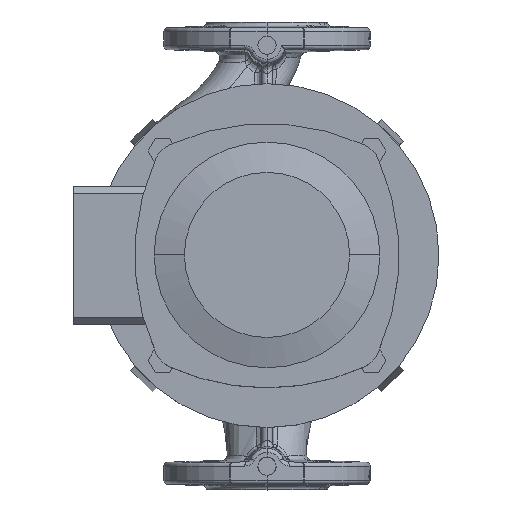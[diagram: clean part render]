
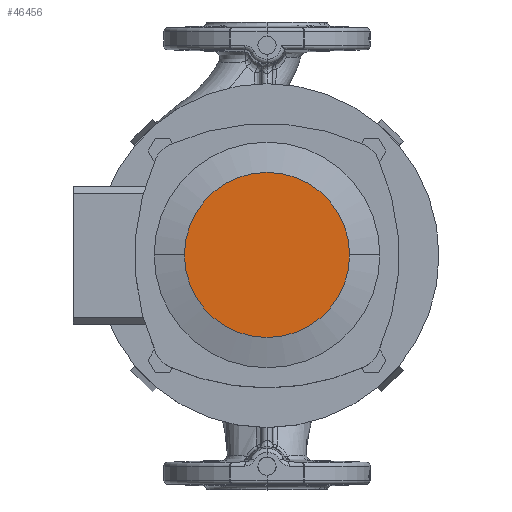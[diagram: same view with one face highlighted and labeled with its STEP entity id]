
A CAD part, top view. The second image highlights one B-rep face of the part: STEP entity #46456.
In plain terms, the highlighted planar face has unit normal (0, 0, 1).
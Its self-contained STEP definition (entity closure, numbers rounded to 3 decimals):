
#8655 = AXIS2_PLACEMENT_3D ( 'NONE', #47837, #10582, #10584 ) ;
#10582 = DIRECTION ( 'NONE',  ( 0., 0., -1. ) ) ;
#10584 = DIRECTION ( 'NONE',  ( -1., 0., 0. ) ) ;
#13761 = DIRECTION ( 'NONE',  ( 1., 0., 0. ) ) ;
#13762 = DIRECTION ( 'NONE',  ( 0., 0., 1. ) ) ;
#13768 = CARTESIAN_POINT ( 'NONE',  ( 0., 0., 412.5 ) ) ;
#15000 = CARTESIAN_POINT ( 'NONE',  ( 60., 0., 412.5 ) ) ;
#18316 = CARTESIAN_POINT ( 'NONE',  ( 0., 0., 412.5 ) ) ;
#18317 = DIRECTION ( 'NONE',  ( 0., 0., 1. ) ) ;
#18318 = DIRECTION ( 'NONE',  ( 1., 0., 0. ) ) ;
#19807 = VERTEX_POINT ( 'NONE', #22734 ) ;
#20046 = VERTEX_POINT ( 'NONE', #15000 ) ;
#22734 = CARTESIAN_POINT ( 'NONE',  ( -60., 0., 412.5 ) ) ;
#24728 = AXIS2_PLACEMENT_3D ( 'NONE', #13768, #13762, #13761 ) ;
#24736 = CIRCLE ( 'NONE', #24728, 60. ) ;
#24891 = EDGE_CURVE ( 'NONE', #20046, #19807, #24736, .T. ) ;
#28261 = EDGE_CURVE ( 'NONE', #19807, #20046, #39513, .T. ) ;
#39513 = CIRCLE ( 'NONE', #39514, 60. ) ;
#39514 = AXIS2_PLACEMENT_3D ( 'NONE', #18316, #18317, #18318 ) ;
#46456 = ADVANCED_FACE ( 'NONE', ( #47839 ), #47840, .F. ) ;
#47837 = CARTESIAN_POINT ( 'NONE',  ( -60., 0., 412.5 ) ) ;
#47839 = FACE_OUTER_BOUND ( 'NONE', #49589, .T. ) ;
#47840 = PLANE ( 'NONE',  #8655 ) ;
#49589 = EDGE_LOOP ( 'NONE', ( #54512, #54538 ) ) ;
#54512 = ORIENTED_EDGE ( 'NONE', *, *, #28261, .T. ) ;
#54538 = ORIENTED_EDGE ( 'NONE', *, *, #24891, .T. ) ;
